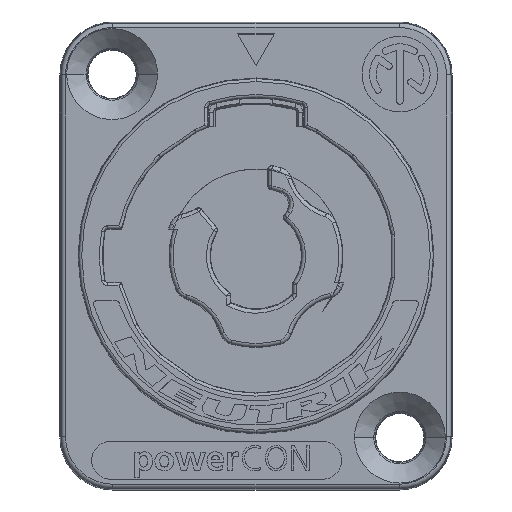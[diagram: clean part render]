
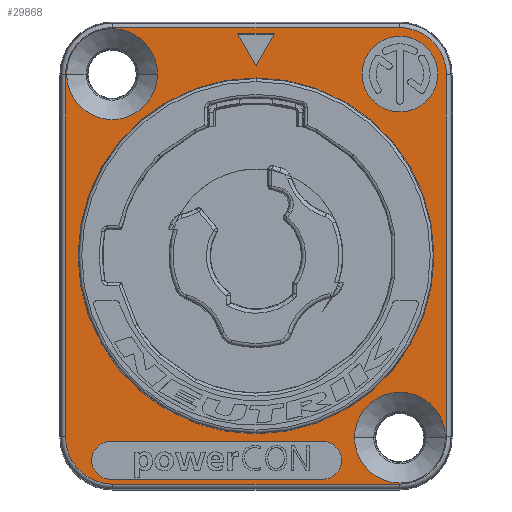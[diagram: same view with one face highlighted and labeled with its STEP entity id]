
A CAD part, top view. The second image highlights one B-rep face of the part: STEP entity #29868.
In plain terms, the highlighted planar face has unit normal (0, 0, 1).
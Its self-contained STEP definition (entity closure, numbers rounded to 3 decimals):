
#7226=CARTESIAN_POINT('',(9.5,12.,4.5));
#7227=DIRECTION('',(0.,0.,1.));
#7228=DIRECTION('',(1.,0.,0.));
#7229=AXIS2_PLACEMENT_3D('',#7226,#7227,#7228);
#7231=CARTESIAN_POINT('',(9.5,12.,4.5));
#7232=DIRECTION('',(0.,0.,1.));
#7233=DIRECTION('',(-1.,0.,0.));
#7234=AXIS2_PLACEMENT_3D('',#7231,#7232,#7233);
#7236=CARTESIAN_POINT('',(-9.6,-13.5,4.5));
#7237=DIRECTION('',(0.,0.,1.));
#7238=DIRECTION('',(0.,1.,0.));
#7239=AXIS2_PLACEMENT_3D('',#7236,#7237,#7238);
#7241=DIRECTION('',(1.,0.,0.));
#7242=VECTOR('',#7241,14.);
#7243=CARTESIAN_POINT('',(-9.6,-14.75,4.5));
#7244=LINE('',#7243,#7242);
#7245=CARTESIAN_POINT('',(4.4,-13.5,4.5));
#7246=DIRECTION('',(0.,0.,1.));
#7247=DIRECTION('',(0.,-1.,0.));
#7248=AXIS2_PLACEMENT_3D('',#7245,#7246,#7247);
#7250=DIRECTION('',(-1.,0.,0.));
#7251=VECTOR('',#7250,14.);
#7252=CARTESIAN_POINT('',(4.4,-12.25,4.5));
#7253=LINE('',#7252,#7251);
#7254=DIRECTION('',(0.5,-0.866,0.));
#7255=VECTOR('',#7254,2.4);
#7256=CARTESIAN_POINT('',(-1.2,14.65,4.5));
#7257=LINE('',#7256,#7255);
#7258=DIRECTION('',(0.5,0.866,0.));
#7259=VECTOR('',#7258,2.4);
#7260=CARTESIAN_POINT('',(0.,12.572,4.5));
#7261=LINE('',#7260,#7259);
#7262=DIRECTION('',(-1.,0.,0.));
#7263=VECTOR('',#7262,2.4);
#7264=CARTESIAN_POINT('',(1.2,14.65,4.5));
#7265=LINE('',#7264,#7263);
#7266=CARTESIAN_POINT('',(-9.5,12.,4.5));
#7267=DIRECTION('',(0.,0.,1.));
#7268=DIRECTION('',(-1.,0.,0.));
#7269=AXIS2_PLACEMENT_3D('',#7266,#7267,#7268);
#7271=CARTESIAN_POINT('',(-9.5,12.,4.5));
#7272=DIRECTION('',(0.,0.,1.));
#7273=DIRECTION('',(1.,0.,0.));
#7274=AXIS2_PLACEMENT_3D('',#7271,#7272,#7273);
#7276=CARTESIAN_POINT('',(9.5,-12.,4.5));
#7277=DIRECTION('',(0.,0.,1.));
#7278=DIRECTION('',(1.,0.,0.));
#7279=AXIS2_PLACEMENT_3D('',#7276,#7277,#7278);
#7281=CARTESIAN_POINT('',(9.5,-12.,4.5));
#7282=DIRECTION('',(0.,0.,1.));
#7283=DIRECTION('',(-1.,0.,0.));
#7284=AXIS2_PLACEMENT_3D('',#7281,#7282,#7283);
#7286=CARTESIAN_POINT('',(-9.45,11.95,4.5));
#7287=DIRECTION('',(0.,0.,1.));
#7288=DIRECTION('',(0.,1.,0.));
#7289=AXIS2_PLACEMENT_3D('',#7286,#7287,#7288);
#7291=DIRECTION('',(-1.,0.,0.));
#7292=VECTOR('',#7291,18.9);
#7293=CARTESIAN_POINT('',(9.45,15.077,4.5));
#7294=LINE('',#7293,#7292);
#7295=CARTESIAN_POINT('',(9.45,11.95,4.5));
#7296=DIRECTION('',(0.,0.,1.));
#7297=DIRECTION('',(1.,0.,0.));
#7298=AXIS2_PLACEMENT_3D('',#7295,#7296,#7297);
#7300=DIRECTION('',(0.,1.,0.));
#7301=VECTOR('',#7300,23.9);
#7302=CARTESIAN_POINT('',(12.577,-11.95,4.5));
#7303=LINE('',#7302,#7301);
#7304=CARTESIAN_POINT('',(9.45,-11.95,4.5));
#7305=DIRECTION('',(0.,0.,1.));
#7306=DIRECTION('',(0.,-1.,0.));
#7307=AXIS2_PLACEMENT_3D('',#7304,#7305,#7306);
#7309=DIRECTION('',(1.,0.,0.));
#7310=VECTOR('',#7309,18.9);
#7311=CARTESIAN_POINT('',(-9.45,-15.077,4.5));
#7312=LINE('',#7311,#7310);
#7313=CARTESIAN_POINT('',(-9.45,-11.95,4.5));
#7314=DIRECTION('',(0.,0.,1.));
#7315=DIRECTION('',(-1.,0.,0.));
#7316=AXIS2_PLACEMENT_3D('',#7313,#7314,#7315);
#7318=DIRECTION('',(0.,-1.,0.));
#7319=VECTOR('',#7318,23.9);
#7320=CARTESIAN_POINT('',(-12.577,11.95,4.5));
#7321=LINE('',#7320,#7319);
#7327=CARTESIAN_POINT('',(0.,0.,4.5));
#7328=DIRECTION('',(0.,0.,-1.));
#7329=DIRECTION('',(0.,1.,0.));
#7330=AXIS2_PLACEMENT_3D('',#7327,#7328,#7329);
#8678=CARTESIAN_POINT('',(0.,0.,4.5));
#8679=DIRECTION('',(0.,0.,1.));
#8680=DIRECTION('',(0.,1.,0.));
#8681=AXIS2_PLACEMENT_3D('',#8678,#8679,#8680);
#18409=CARTESIAN_POINT('',(0.,11.75,4.5));
#18410=CARTESIAN_POINT('',(0.,-11.75,4.5));
#18411=VERTEX_POINT('',#18409);
#18412=VERTEX_POINT('',#18410);
#18447=CARTESIAN_POINT('',(12.,12.,4.5));
#18448=CARTESIAN_POINT('',(7.,12.,4.5));
#18449=VERTEX_POINT('',#18447);
#18450=VERTEX_POINT('',#18448);
#18451=CARTESIAN_POINT('',(-9.6,-12.25,4.5));
#18452=CARTESIAN_POINT('',(-9.6,-14.75,4.5));
#18453=VERTEX_POINT('',#18451);
#18454=VERTEX_POINT('',#18452);
#18455=CARTESIAN_POINT('',(4.4,-14.75,4.5));
#18456=VERTEX_POINT('',#18455);
#18457=CARTESIAN_POINT('',(4.4,-12.25,4.5));
#18458=VERTEX_POINT('',#18457);
#18459=CARTESIAN_POINT('',(-1.2,14.65,4.5));
#18460=CARTESIAN_POINT('',(0.,12.572,4.5));
#18461=VERTEX_POINT('',#18459);
#18462=VERTEX_POINT('',#18460);
#18463=CARTESIAN_POINT('',(1.2,14.65,4.5));
#18464=VERTEX_POINT('',#18463);
#19851=CARTESIAN_POINT('',(-12.5,12.,4.5));
#19852=CARTESIAN_POINT('',(-6.5,12.,4.5));
#19853=VERTEX_POINT('',#19851);
#19854=VERTEX_POINT('',#19852);
#19859=CARTESIAN_POINT('',(12.5,-12.,4.5));
#19860=CARTESIAN_POINT('',(6.5,-12.,4.5));
#19861=VERTEX_POINT('',#19859);
#19862=VERTEX_POINT('',#19860);
#19871=CARTESIAN_POINT('',(-9.45,15.077,4.5));
#19872=CARTESIAN_POINT('',(-12.577,11.95,4.5));
#19873=VERTEX_POINT('',#19871);
#19874=VERTEX_POINT('',#19872);
#19879=CARTESIAN_POINT('',(-12.577,-11.95,4.5));
#19880=VERTEX_POINT('',#19879);
#19883=CARTESIAN_POINT('',(-9.45,-15.077,4.5));
#19884=VERTEX_POINT('',#19883);
#19887=CARTESIAN_POINT('',(9.45,-15.077,4.5));
#19888=VERTEX_POINT('',#19887);
#19891=CARTESIAN_POINT('',(12.577,-11.95,4.5));
#19892=VERTEX_POINT('',#19891);
#19895=CARTESIAN_POINT('',(12.577,11.95,4.5));
#19896=VERTEX_POINT('',#19895);
#19899=CARTESIAN_POINT('',(9.45,15.077,4.5));
#19900=VERTEX_POINT('',#19899);
#29804=CARTESIAN_POINT('',(0.,0.,4.5));
#29805=DIRECTION('',(0.,0.,-1.));
#29806=DIRECTION('',(0.,-1.,0.));
#29807=AXIS2_PLACEMENT_3D('',#29804,#29805,#29806);
#29808=PLANE('',#29807);
#29810=ORIENTED_EDGE('',*,*,#29809,.F.);
#29811=ORIENTED_EDGE('',*,*,#29794,.F.);
#29813=ORIENTED_EDGE('',*,*,#29812,.F.);
#29815=ORIENTED_EDGE('',*,*,#29814,.F.);
#29817=ORIENTED_EDGE('',*,*,#29816,.F.);
#29819=ORIENTED_EDGE('',*,*,#29818,.F.);
#29821=ORIENTED_EDGE('',*,*,#29820,.F.);
#29823=ORIENTED_EDGE('',*,*,#29822,.F.);
#29824=EDGE_LOOP('',(#29810,#29811,#29813,#29815,#29817,#29819,#29821,#29823));
#29825=FACE_OUTER_BOUND('',#29824,.F.);
#29827=ORIENTED_EDGE('',*,*,#29826,.T.);
#29829=ORIENTED_EDGE('',*,*,#29828,.T.);
#29830=EDGE_LOOP('',(#29827,#29829));
#29831=FACE_BOUND('',#29830,.F.);
#29833=ORIENTED_EDGE('',*,*,#29832,.T.);
#29835=ORIENTED_EDGE('',*,*,#29834,.T.);
#29837=ORIENTED_EDGE('',*,*,#29836,.T.);
#29839=ORIENTED_EDGE('',*,*,#29838,.T.);
#29840=EDGE_LOOP('',(#29833,#29835,#29837,#29839));
#29841=FACE_BOUND('',#29840,.F.);
#29843=ORIENTED_EDGE('',*,*,#29842,.T.);
#29845=ORIENTED_EDGE('',*,*,#29844,.T.);
#29847=ORIENTED_EDGE('',*,*,#29846,.T.);
#29848=EDGE_LOOP('',(#29843,#29845,#29847));
#29849=FACE_BOUND('',#29848,.F.);
#29851=ORIENTED_EDGE('',*,*,#29850,.T.);
#29853=ORIENTED_EDGE('',*,*,#29852,.T.);
#29854=EDGE_LOOP('',(#29851,#29853));
#29855=FACE_BOUND('',#29854,.F.);
#29857=ORIENTED_EDGE('',*,*,#29856,.T.);
#29859=ORIENTED_EDGE('',*,*,#29858,.T.);
#29860=EDGE_LOOP('',(#29857,#29859));
#29861=FACE_BOUND('',#29860,.F.);
#29863=ORIENTED_EDGE('',*,*,#29862,.F.);
#29865=ORIENTED_EDGE('',*,*,#29864,.T.);
#29866=EDGE_LOOP('',(#29863,#29865));
#29867=FACE_BOUND('',#29866,.F.);
#29868=ADVANCED_FACE('',(#29825,#29831,#29841,#29849,#29855,#29861,#29867),
#29808,.F.);
#7230=CIRCLE('',#7229,2.5);
#7235=CIRCLE('',#7234,2.5);
#7240=CIRCLE('',#7239,1.25);
#7249=CIRCLE('',#7248,1.25);
#7270=CIRCLE('',#7269,3.);
#7275=CIRCLE('',#7274,3.);
#7280=CIRCLE('',#7279,3.);
#7285=CIRCLE('',#7284,3.);
#7290=CIRCLE('',#7289,3.127);
#7299=CIRCLE('',#7298,3.127);
#7308=CIRCLE('',#7307,3.127);
#7317=CIRCLE('',#7316,3.127);
#7331=CIRCLE('',#7330,11.75);
#8682=CIRCLE('',#8681,11.75);
#29794=EDGE_CURVE('',#19900,#19873,#7294,.T.);
#29809=EDGE_CURVE('',#19873,#19874,#7290,.T.);
#29812=EDGE_CURVE('',#19896,#19900,#7299,.T.);
#29814=EDGE_CURVE('',#19892,#19896,#7303,.T.);
#29816=EDGE_CURVE('',#19888,#19892,#7308,.T.);
#29818=EDGE_CURVE('',#19884,#19888,#7312,.T.);
#29820=EDGE_CURVE('',#19880,#19884,#7317,.T.);
#29822=EDGE_CURVE('',#19874,#19880,#7321,.T.);
#29826=EDGE_CURVE('',#18449,#18450,#7230,.T.);
#29828=EDGE_CURVE('',#18450,#18449,#7235,.T.);
#29832=EDGE_CURVE('',#18453,#18454,#7240,.T.);
#29834=EDGE_CURVE('',#18454,#18456,#7244,.T.);
#29836=EDGE_CURVE('',#18456,#18458,#7249,.T.);
#29838=EDGE_CURVE('',#18458,#18453,#7253,.T.);
#29842=EDGE_CURVE('',#18461,#18462,#7257,.T.);
#29844=EDGE_CURVE('',#18462,#18464,#7261,.T.);
#29846=EDGE_CURVE('',#18464,#18461,#7265,.T.);
#29850=EDGE_CURVE('',#19853,#19854,#7270,.T.);
#29852=EDGE_CURVE('',#19854,#19853,#7275,.T.);
#29856=EDGE_CURVE('',#19861,#19862,#7280,.T.);
#29858=EDGE_CURVE('',#19862,#19861,#7285,.T.);
#29862=EDGE_CURVE('',#18411,#18412,#7331,.T.);
#29864=EDGE_CURVE('',#18411,#18412,#8682,.T.);
